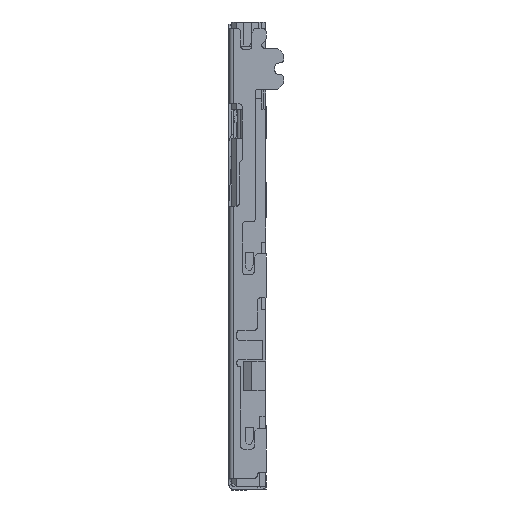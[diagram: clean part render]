
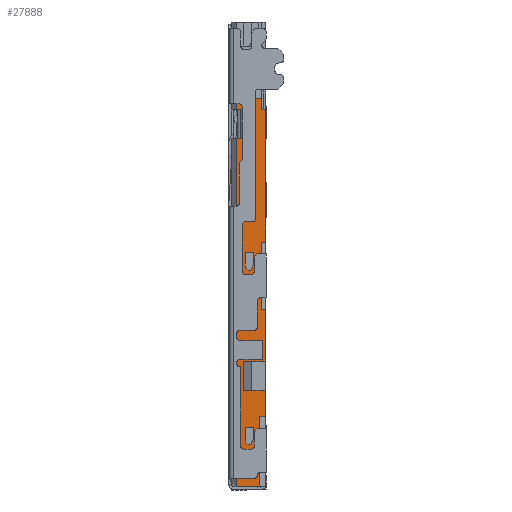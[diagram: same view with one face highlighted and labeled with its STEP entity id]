
A CAD part, left-side view. The second image highlights one B-rep face of the part: STEP entity #27888.
In plain terms, the highlighted planar face has unit normal (-1, 0, 0).
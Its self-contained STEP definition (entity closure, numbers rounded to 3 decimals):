
#2732=DIRECTION('',(0.,0.,-1.));
#2733=VECTOR('',#2732,0.9);
#2734=CARTESIAN_POINT('',(-7.42,-0.615,-12.6));
#2735=LINE('',#2734,#2733);
#2740=DIRECTION('',(0.,0.,-1.));
#2741=VECTOR('',#2740,1.76);
#2742=CARTESIAN_POINT('',(-7.42,-0.615,-9.83));
#2743=LINE('',#2742,#2741);
#2756=DIRECTION('',(0.,0.,-1.));
#2757=VECTOR('',#2756,4.545);
#2758=CARTESIAN_POINT('',(-7.42,-0.615,-2.98));
#2759=LINE('',#2758,#2757);
#3501=DIRECTION('',(0.,-0.707,-0.707));
#3502=VECTOR('',#3501,0.141);
#3503=CARTESIAN_POINT('',(-7.42,0.075,-14.35));
#3504=LINE('',#3503,#3502);
#3505=DIRECTION('',(0.,-1.,0.));
#3506=VECTOR('',#3505,0.075);
#3507=CARTESIAN_POINT('',(-7.42,-0.025,-14.45));
#3508=LINE('',#3507,#3506);
#3509=DIRECTION('',(0.,-0.5,0.866));
#3510=VECTOR('',#3509,0.2);
#3511=CARTESIAN_POINT('',(-7.42,-0.1,-14.45));
#3512=LINE('',#3511,#3510);
#3513=DIRECTION('',(0.,0.,1.));
#3514=VECTOR('',#3513,0.427);
#3515=CARTESIAN_POINT('',(-7.42,-0.2,-14.277));
#3516=LINE('',#3515,#3514);
#3517=DIRECTION('',(0.,1.,0.));
#3518=VECTOR('',#3517,0.275);
#3519=CARTESIAN_POINT('',(-7.42,-0.2,-13.85));
#3520=LINE('',#3519,#3518);
#3521=DIRECTION('',(0.,0.,-1.));
#3522=VECTOR('',#3521,0.5);
#3523=CARTESIAN_POINT('',(-7.42,0.075,-13.85));
#3524=LINE('',#3523,#3522);
#3525=DIRECTION('',(0.,-0.707,-0.707));
#3526=VECTOR('',#3525,0.141);
#3527=CARTESIAN_POINT('',(-7.42,0.075,-8.38));
#3528=LINE('',#3527,#3526);
#3529=DIRECTION('',(0.,-1.,0.));
#3530=VECTOR('',#3529,0.075);
#3531=CARTESIAN_POINT('',(-7.42,-0.025,-8.48));
#3532=LINE('',#3531,#3530);
#3533=DIRECTION('',(0.,-0.5,0.866));
#3534=VECTOR('',#3533,0.2);
#3535=CARTESIAN_POINT('',(-7.42,-0.1,-8.48));
#3536=LINE('',#3535,#3534);
#3537=DIRECTION('',(0.,0.,1.));
#3538=VECTOR('',#3537,0.427);
#3539=CARTESIAN_POINT('',(-7.42,-0.2,-8.307));
#3540=LINE('',#3539,#3538);
#3541=DIRECTION('',(0.,1.,0.));
#3542=VECTOR('',#3541,0.275);
#3543=CARTESIAN_POINT('',(-7.42,-0.2,-7.88));
#3544=LINE('',#3543,#3542);
#3545=DIRECTION('',(0.,0.,-1.));
#3546=VECTOR('',#3545,0.5);
#3547=CARTESIAN_POINT('',(-7.42,0.075,-7.88));
#3548=LINE('',#3547,#3546);
#3549=DIRECTION('',(0.,0.,-1.));
#3550=VECTOR('',#3549,11.9);
#3551=CARTESIAN_POINT('',(-7.42,0.385,-3.98));
#3552=LINE('',#3551,#3550);
#3553=DIRECTION('',(0.,0.,-1.));
#3554=VECTOR('',#3553,1.);
#3555=CARTESIAN_POINT('',(-7.42,0.155,-2.98));
#3556=LINE('',#3555,#3554);
#3557=DIRECTION('',(0.,0.,-1.));
#3558=VECTOR('',#3557,0.35);
#3559=CARTESIAN_POINT('',(-7.42,0.385,-2.63));
#3560=LINE('',#3559,#3558);
#3561=DIRECTION('',(0.,-1.,0.));
#3562=VECTOR('',#3561,0.87);
#3563=CARTESIAN_POINT('',(-7.42,0.385,-2.63));
#3564=LINE('',#3563,#3562);
#3565=DIRECTION('',(0.,0.,-1.));
#3566=VECTOR('',#3565,0.35);
#3567=CARTESIAN_POINT('',(-7.42,-0.485,-2.63));
#3568=LINE('',#3567,#3566);
#3569=DIRECTION('',(0.,1.,0.));
#3570=VECTOR('',#3569,0.13);
#3571=CARTESIAN_POINT('',(-7.42,-0.615,-2.98));
#3572=LINE('',#3571,#3570);
#3573=DIRECTION('',(0.,-1.,0.));
#3574=VECTOR('',#3573,0.14);
#3575=CARTESIAN_POINT('',(-7.42,-0.475,-7.525));
#3576=LINE('',#3575,#3574);
#3577=DIRECTION('',(0.,0.,1.));
#3578=VECTOR('',#3577,2.305);
#3579=CARTESIAN_POINT('',(-7.42,-0.475,-9.83));
#3580=LINE('',#3579,#3578);
#3581=DIRECTION('',(0.,-1.,0.));
#3582=VECTOR('',#3581,0.14);
#3583=CARTESIAN_POINT('',(-7.42,-0.475,-9.83));
#3584=LINE('',#3583,#3582);
#3585=DIRECTION('',(0.,1.,0.));
#3586=VECTOR('',#3585,0.75);
#3587=CARTESIAN_POINT('',(-7.42,-0.615,-11.59));
#3588=LINE('',#3587,#3586);
#3589=DIRECTION('',(0.,0.,1.));
#3590=VECTOR('',#3589,1.01);
#3591=CARTESIAN_POINT('',(-7.42,0.135,-12.6));
#3592=LINE('',#3591,#3590);
#3593=DIRECTION('',(0.,1.,0.));
#3594=VECTOR('',#3593,0.75);
#3595=CARTESIAN_POINT('',(-7.42,-0.615,-12.6));
#3596=LINE('',#3595,#3594);
#3597=DIRECTION('',(0.,1.,0.));
#3598=VECTOR('',#3597,0.2);
#3599=CARTESIAN_POINT('',(-7.42,-0.615,-13.5));
#3600=LINE('',#3599,#3598);
#3601=DIRECTION('',(0.,0.,1.));
#3602=VECTOR('',#3601,2.38);
#3603=CARTESIAN_POINT('',(-7.42,-0.415,-15.88));
#3604=LINE('',#3603,#3602);
#5313=DIRECTION('',(0.,-1.,0.));
#5314=VECTOR('',#5313,0.8);
#5315=CARTESIAN_POINT('',(-7.42,0.385,-15.88));
#5316=LINE('',#5315,#5314);
#6189=DIRECTION('',(0.,1.,0.));
#6190=VECTOR('',#6189,0.23);
#6191=CARTESIAN_POINT('',(-7.42,0.155,-3.98));
#6192=LINE('',#6191,#6190);
#6225=DIRECTION('',(0.,-1.,0.));
#6226=VECTOR('',#6225,0.23);
#6227=CARTESIAN_POINT('',(-7.42,0.385,-2.98));
#6228=LINE('',#6227,#6226);
#19070=CARTESIAN_POINT('',(-7.42,-0.615,-11.59));
#19071=CARTESIAN_POINT('',(-7.42,0.135,-11.59));
#19072=VERTEX_POINT('',#19070);
#19073=VERTEX_POINT('',#19071);
#19074=CARTESIAN_POINT('',(-7.42,-0.615,-12.6));
#19075=CARTESIAN_POINT('',(-7.42,0.135,-12.6));
#19076=VERTEX_POINT('',#19074);
#19077=VERTEX_POINT('',#19075);
#19114=CARTESIAN_POINT('',(-7.42,0.075,-14.35));
#19115=CARTESIAN_POINT('',(-7.42,-0.025,-14.45));
#19116=VERTEX_POINT('',#19114);
#19117=VERTEX_POINT('',#19115);
#19118=CARTESIAN_POINT('',(-7.42,-0.1,-14.45));
#19119=VERTEX_POINT('',#19118);
#19120=CARTESIAN_POINT('',(-7.42,-0.2,-14.277));
#19121=VERTEX_POINT('',#19120);
#19122=CARTESIAN_POINT('',(-7.42,-0.2,-13.85));
#19123=VERTEX_POINT('',#19122);
#19124=CARTESIAN_POINT('',(-7.42,0.075,-13.85));
#19125=VERTEX_POINT('',#19124);
#19126=CARTESIAN_POINT('',(-7.42,0.075,-8.38));
#19127=CARTESIAN_POINT('',(-7.42,-0.025,-8.48));
#19128=VERTEX_POINT('',#19126);
#19129=VERTEX_POINT('',#19127);
#19130=CARTESIAN_POINT('',(-7.42,-0.1,-8.48));
#19131=VERTEX_POINT('',#19130);
#19132=CARTESIAN_POINT('',(-7.42,-0.2,-8.307));
#19133=VERTEX_POINT('',#19132);
#19134=CARTESIAN_POINT('',(-7.42,-0.2,-7.88));
#19135=VERTEX_POINT('',#19134);
#19136=CARTESIAN_POINT('',(-7.42,0.075,-7.88));
#19137=VERTEX_POINT('',#19136);
#19154=CARTESIAN_POINT('',(-7.42,-0.485,-2.63));
#19155=CARTESIAN_POINT('',(-7.42,-0.485,-2.98));
#19156=VERTEX_POINT('',#19154);
#19157=VERTEX_POINT('',#19155);
#19158=CARTESIAN_POINT('',(-7.42,-0.615,-2.98));
#19159=VERTEX_POINT('',#19158);
#19190=CARTESIAN_POINT('',(-7.42,-0.415,-15.88));
#19191=VERTEX_POINT('',#19190);
#19192=CARTESIAN_POINT('',(-7.42,-0.615,-13.5));
#19193=CARTESIAN_POINT('',(-7.42,-0.415,-13.5));
#19194=VERTEX_POINT('',#19192);
#19195=VERTEX_POINT('',#19193);
#19344=CARTESIAN_POINT('',(-7.42,0.385,-3.98));
#19345=CARTESIAN_POINT('',(-7.42,0.385,-15.88));
#19346=VERTEX_POINT('',#19344);
#19347=VERTEX_POINT('',#19345);
#19348=CARTESIAN_POINT('',(-7.42,0.385,-2.63));
#19349=CARTESIAN_POINT('',(-7.42,0.385,-2.98));
#19350=VERTEX_POINT('',#19348);
#19351=VERTEX_POINT('',#19349);
#19459=CARTESIAN_POINT('',(-7.42,0.155,-2.98));
#19461=VERTEX_POINT('',#19459);
#19592=CARTESIAN_POINT('',(-7.42,-0.475,-9.83));
#19593=CARTESIAN_POINT('',(-7.42,-0.615,-9.83));
#19594=VERTEX_POINT('',#19592);
#19595=VERTEX_POINT('',#19593);
#19596=CARTESIAN_POINT('',(-7.42,-0.475,-7.525));
#19597=CARTESIAN_POINT('',(-7.42,-0.615,-7.525));
#19598=VERTEX_POINT('',#19596);
#19599=VERTEX_POINT('',#19597);
#19966=CARTESIAN_POINT('',(-7.42,0.155,-3.98));
#19968=VERTEX_POINT('',#19966);
#27817=CARTESIAN_POINT('',(-7.42,0.535,0.));
#27818=DIRECTION('',(-1.,0.,0.));
#27819=DIRECTION('',(0.,-1.,0.));
#27820=AXIS2_PLACEMENT_3D('',#27817,#27818,#27819);
#27821=PLANE('',#27820);
#27823=ORIENTED_EDGE('',*,*,#27822,.F.);
#27825=ORIENTED_EDGE('',*,*,#27824,.F.);
#27827=ORIENTED_EDGE('',*,*,#27826,.F.);
#27829=ORIENTED_EDGE('',*,*,#27828,.F.);
#27831=ORIENTED_EDGE('',*,*,#27830,.F.);
#27833=ORIENTED_EDGE('',*,*,#27832,.T.);
#27834=ORIENTED_EDGE('',*,*,#27768,.T.);
#27836=ORIENTED_EDGE('',*,*,#27835,.F.);
#27837=ORIENTED_EDGE('',*,*,#26665,.T.);
#27839=ORIENTED_EDGE('',*,*,#27838,.F.);
#27841=ORIENTED_EDGE('',*,*,#27840,.F.);
#27843=ORIENTED_EDGE('',*,*,#27842,.T.);
#27844=ORIENTED_EDGE('',*,*,#26657,.T.);
#27846=ORIENTED_EDGE('',*,*,#27845,.T.);
#27848=ORIENTED_EDGE('',*,*,#27847,.F.);
#27850=ORIENTED_EDGE('',*,*,#27849,.F.);
#27851=ORIENTED_EDGE('',*,*,#26649,.T.);
#27853=ORIENTED_EDGE('',*,*,#27852,.T.);
#27855=ORIENTED_EDGE('',*,*,#27854,.F.);
#27857=ORIENTED_EDGE('',*,*,#27856,.F.);
#27858=EDGE_LOOP('',(#27823,#27825,#27827,#27829,#27831,#27833,#27834,#27836,
#27837,#27839,#27841,#27843,#27844,#27846,#27848,#27850,#27851,#27853,#27855,
#27857));
#27859=FACE_OUTER_BOUND('',#27858,.F.);
#27861=ORIENTED_EDGE('',*,*,#27860,.T.);
#27863=ORIENTED_EDGE('',*,*,#27862,.T.);
#27865=ORIENTED_EDGE('',*,*,#27864,.T.);
#27867=ORIENTED_EDGE('',*,*,#27866,.T.);
#27869=ORIENTED_EDGE('',*,*,#27868,.T.);
#27871=ORIENTED_EDGE('',*,*,#27870,.T.);
#27872=EDGE_LOOP('',(#27861,#27863,#27865,#27867,#27869,#27871));
#27873=FACE_BOUND('',#27872,.F.);
#27875=ORIENTED_EDGE('',*,*,#27874,.T.);
#27877=ORIENTED_EDGE('',*,*,#27876,.T.);
#27879=ORIENTED_EDGE('',*,*,#27878,.T.);
#27881=ORIENTED_EDGE('',*,*,#27880,.T.);
#27883=ORIENTED_EDGE('',*,*,#27882,.T.);
#27885=ORIENTED_EDGE('',*,*,#27884,.T.);
#27886=EDGE_LOOP('',(#27875,#27877,#27879,#27881,#27883,#27885));
#27887=FACE_BOUND('',#27886,.F.);
#26649=EDGE_CURVE('',#19076,#19194,#2735,.T.);
#26657=EDGE_CURVE('',#19595,#19072,#2743,.T.);
#26665=EDGE_CURVE('',#19159,#19599,#2759,.T.);
#27768=EDGE_CURVE('',#19156,#19157,#3568,.T.);
#27822=EDGE_CURVE('',#19346,#19347,#3552,.T.);
#27824=EDGE_CURVE('',#19968,#19346,#6192,.T.);
#27826=EDGE_CURVE('',#19461,#19968,#3556,.T.);
#27828=EDGE_CURVE('',#19351,#19461,#6228,.T.);
#27830=EDGE_CURVE('',#19350,#19351,#3560,.T.);
#27832=EDGE_CURVE('',#19350,#19156,#3564,.T.);
#27835=EDGE_CURVE('',#19159,#19157,#3572,.T.);
#27838=EDGE_CURVE('',#19598,#19599,#3576,.T.);
#27840=EDGE_CURVE('',#19594,#19598,#3580,.T.);
#27842=EDGE_CURVE('',#19594,#19595,#3584,.T.);
#27845=EDGE_CURVE('',#19072,#19073,#3588,.T.);
#27847=EDGE_CURVE('',#19077,#19073,#3592,.T.);
#27849=EDGE_CURVE('',#19076,#19077,#3596,.T.);
#27852=EDGE_CURVE('',#19194,#19195,#3600,.T.);
#27854=EDGE_CURVE('',#19191,#19195,#3604,.T.);
#27856=EDGE_CURVE('',#19347,#19191,#5316,.T.);
#27860=EDGE_CURVE('',#19116,#19117,#3504,.T.);
#27862=EDGE_CURVE('',#19117,#19119,#3508,.T.);
#27864=EDGE_CURVE('',#19119,#19121,#3512,.T.);
#27866=EDGE_CURVE('',#19121,#19123,#3516,.T.);
#27868=EDGE_CURVE('',#19123,#19125,#3520,.T.);
#27870=EDGE_CURVE('',#19125,#19116,#3524,.T.);
#27874=EDGE_CURVE('',#19128,#19129,#3528,.T.);
#27876=EDGE_CURVE('',#19129,#19131,#3532,.T.);
#27878=EDGE_CURVE('',#19131,#19133,#3536,.T.);
#27880=EDGE_CURVE('',#19133,#19135,#3540,.T.);
#27882=EDGE_CURVE('',#19135,#19137,#3544,.T.);
#27884=EDGE_CURVE('',#19137,#19128,#3548,.T.);
#27888=ADVANCED_FACE('',(#27859,#27873,#27887),#27821,.T.);
